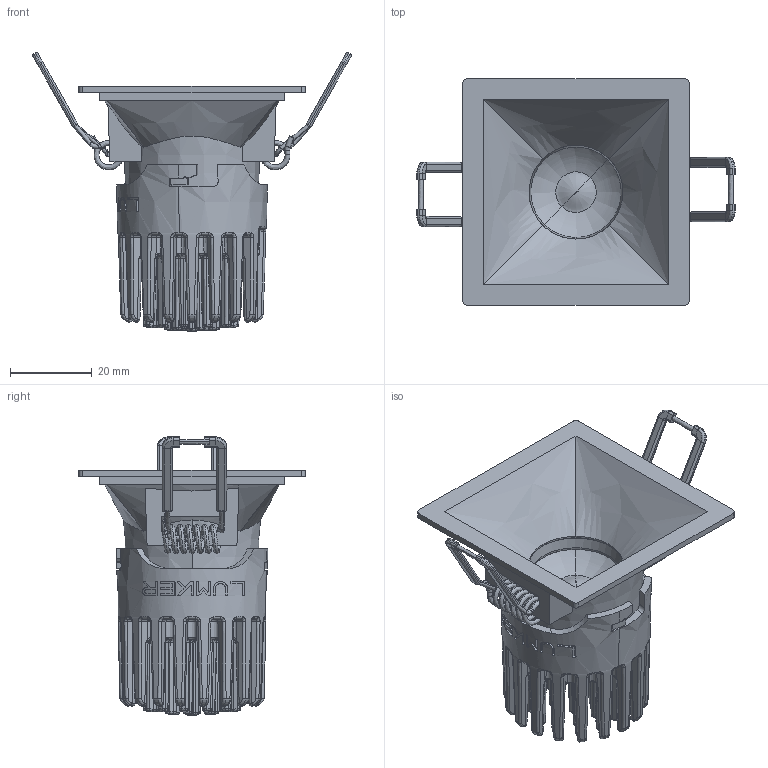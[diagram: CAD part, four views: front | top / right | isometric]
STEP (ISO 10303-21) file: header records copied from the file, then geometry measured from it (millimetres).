
FILE_DESCRIPTION (( 'STEP AP214' ), '1' );
FILE_NAME ('2025.04.23 COMBO2-MINI (square frame with springs).STEP', '2025-04-23T13:03:03', ( '' ), ( '' ), 'SwSTEP 2.0', 'SolidWorks 2023', '' );
FILE_SCHEMA (( 'AUTOMOTIVE_DESIGN' ));
Length unit declared in the file: millimetre
Products named in the file (3): 2025.04.23 COMBO2-MINI (square frame with springs); COMBO2-MINI (square frame with springs); COMBO2-MINI-1 модуль
Assembly tree (2 placements, depth 2):
  2025.04.23 COMBO2-MINI (square frame with springs)
    COMBO2-MINI (square frame with springs)
    COMBO2-MINI-1 модуль
Bounding box: 77.96 x 55.4 x 68.17 mm (x, y, z)
Volume: 29164.7 mm3; surface area: 32035.7 mm2
Topology: 9 solids, 9 shells, 1942 faces, 4877 edges, 2941 vertices
Faces by surface type: plane 627, bspline 541, torus 259, cylinder 223, cone 172, sphere 120
Entity records: 81239 total; most frequent: CARTESIAN_POINT 38926, ORIENTED_EDGE 9594, DIRECTION 7872, EDGE_CURVE 4797, AXIS2_PLACEMENT_3D 3126, VERTEX_POINT 2937, EDGE_LOOP 2044, ADVANCED_FACE 1942
